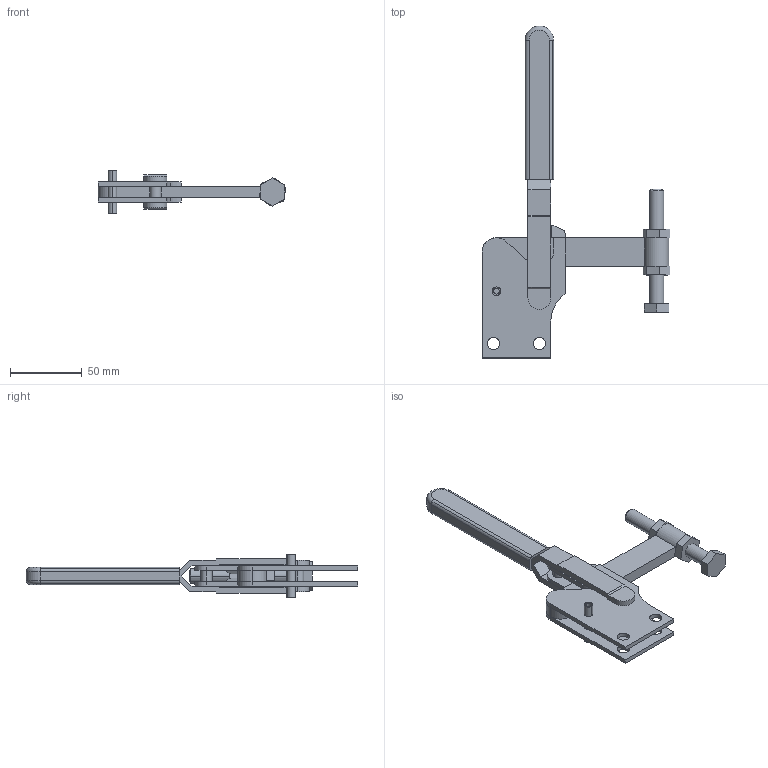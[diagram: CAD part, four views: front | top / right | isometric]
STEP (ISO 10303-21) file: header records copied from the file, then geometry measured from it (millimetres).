
FILE_DESCRIPTION((''),'2;1');
FILE_NAME('MG5S.stp','2006-07-11T16:23:55',('Matthew'),(''),'Autodesk Inventor 8','Autodesk Inventor 8','');
FILE_SCHEMA(('AUTOMOTIVE_DESIGN { 1 0 10303 214 1 1 1 1 }'));
Length unit declared in the file: millimetre
Products named in the file (6): MG5S; MG5S1; MG5S2; MG5S3; MG5S4; MG5S5
Assembly tree (5 placements, depth 2):
  MG5S
    MG5S1
    MG5S2
    MG5S3
    MG5S4
    MG5S5
Bounding box: 131.28 x 232 x 30 mm (x, y, z)
Volume: 96425.4 mm3; surface area: 49906.3 mm2
Topology: 5 solids, 5 shells, 209 faces, 547 edges, 354 vertices
Faces by surface type: plane 90, cylinder 62, bspline 53, torus 2, cone 2
Entity records: 6919 total; most frequent: CARTESIAN_POINT 1574, ORIENTED_EDGE 1094, DIRECTION 1065, EDGE_CURVE 547, VECTOR 363, LINE 363, VERTEX_POINT 354, AXIS2_PLACEMENT_3D 351
